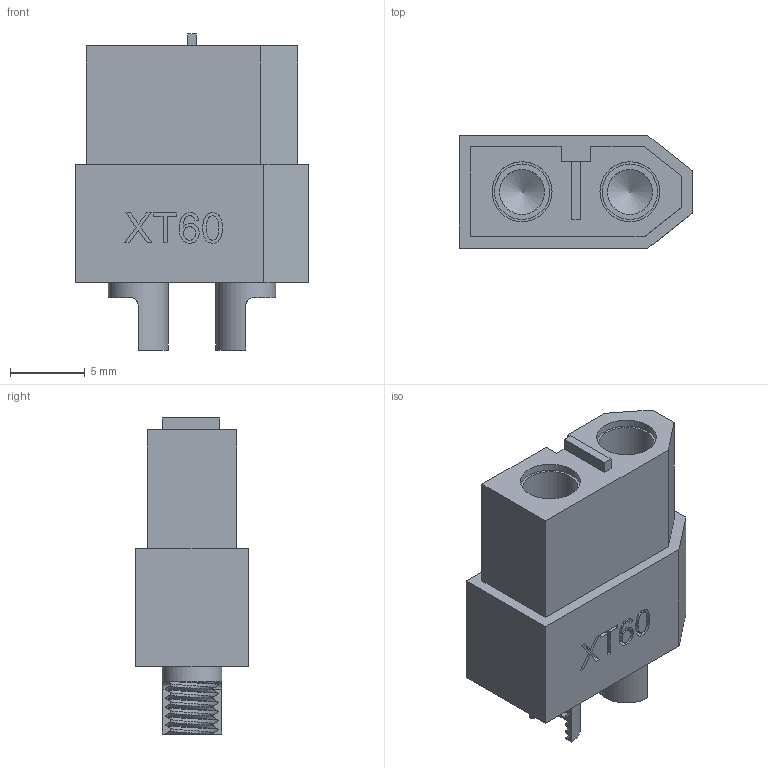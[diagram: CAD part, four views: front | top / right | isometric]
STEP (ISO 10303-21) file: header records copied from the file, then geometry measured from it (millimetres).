
FILE_DESCRIPTION(/* description */ (''),/* implementation_level */ '2;1');
FILE_NAME(/* name */ 'Component1.step',/* time_stamp */ '2023-06-29T07:13:00+03:00',/* author */ (''),/* organization */ (''),/* preprocessor_version */ 'ST-DEVELOPER v19.2',/* originating_system */ 'Autodesk Translation Framework v12.6.0.85',/* authorisation */ '');
FILE_SCHEMA (('AUTOMOTIVE_DESIGN { 1 0 10303 214 3 1 1 }'));
Length unit declared in the file: millimetre
Products named in the file (1): FusionComponent
Bounding box: 15.6 x 7.5 x 21.1 mm (x, y, z)
Volume: 1222.2 mm3; surface area: 1409.8 mm2
Topology: 3 solids, 3 shells, 273 faces, 756 edges, 504 vertices
Faces by surface type: bspline 128, plane 91, cylinder 50, cone 4
Full cylindrical faces by diameter (mm): 2.93 x2, 3 x2, 3.7 x2, 4 x6
Entity records: 11870 total; most frequent: CARTESIAN_POINT 5856, ORIENTED_EDGE 1504, EDGE_CURVE 752, DIRECTION 740, VERTEX_POINT 504, LINE 370, VECTOR 370, B_SPLINE_CURVE_WITH_KNOTS 343
